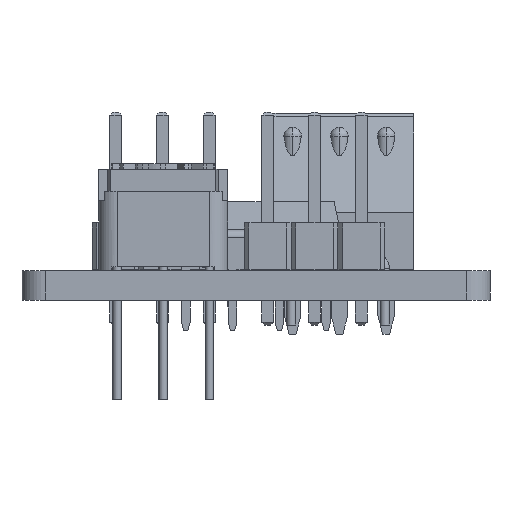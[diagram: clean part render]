
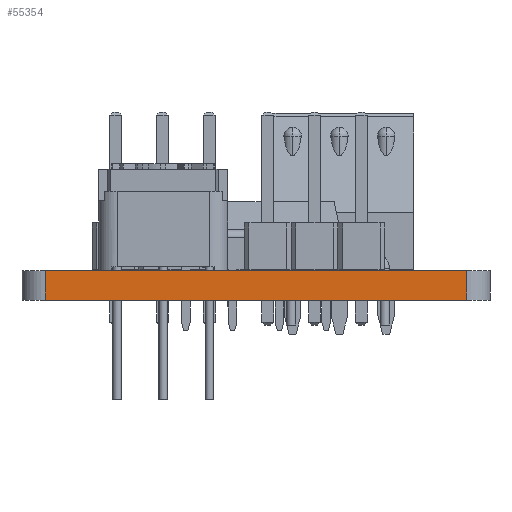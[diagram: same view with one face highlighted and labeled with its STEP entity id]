
A CAD part, left-side view. The second image highlights one B-rep face of the part: STEP entity #55354.
In plain terms, the highlighted planar face has unit normal (-1, 0, 0).
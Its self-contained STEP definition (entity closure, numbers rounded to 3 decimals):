
#55354 = ADVANCED_FACE('',(#55355),#55369,.F.);
#55355 = FACE_BOUND('',#55356,.F.);
#55356 = EDGE_LOOP('',(#55357,#55392,#55420,#55448));
#55357 = ORIENTED_EDGE('',*,*,#55358,.T.);
#55358 = EDGE_CURVE('',#55359,#55361,#55363,.T.);
#55359 = VERTEX_POINT('',#55360);
#55360 = CARTESIAN_POINT('',(73.66,-77.47,0.));
#55361 = VERTEX_POINT('',#55362);
#55362 = CARTESIAN_POINT('',(73.66,-77.47,1.6));
#55363 = SURFACE_CURVE('',#55364,(#55368,#55380),.PCURVE_S1.);
#55364 = LINE('',#55365,#55366);
#55365 = CARTESIAN_POINT('',(73.66,-77.47,0.));
#55366 = VECTOR('',#55367,1.);
#55367 = DIRECTION('',(0.,0.,1.));
#55368 = PCURVE('',#55369,#55374);
#55369 = PLANE('',#55370);
#55370 = AXIS2_PLACEMENT_3D('',#55371,#55372,#55373);
#55371 = CARTESIAN_POINT('',(73.66,-77.47,0.));
#55372 = DIRECTION('',(1.,0.,0.));
#55373 = DIRECTION('',(0.,-1.,0.));
#55374 = DEFINITIONAL_REPRESENTATION('',(#55375),#55379);
#55375 = LINE('',#55376,#55377);
#55376 = CARTESIAN_POINT('',(0.,0.));
#55377 = VECTOR('',#55378,1.);
#55378 = DIRECTION('',(0.,-1.));
#55379 = ( GEOMETRIC_REPRESENTATION_CONTEXT(2) 
PARAMETRIC_REPRESENTATION_CONTEXT() REPRESENTATION_CONTEXT('2D SPACE',''
  ) );
#55380 = PCURVE('',#55381,#55386);
#55381 = CYLINDRICAL_SURFACE('',#55382,1.27);
#55382 = AXIS2_PLACEMENT_3D('',#55383,#55384,#55385);
#55383 = CARTESIAN_POINT('',(74.93,-77.47,0.));
#55384 = DIRECTION('',(0.,0.,-1.));
#55385 = DIRECTION('',(1.,0.,0.));
#55386 = DEFINITIONAL_REPRESENTATION('',(#55387),#55391);
#55387 = LINE('',#55388,#55389);
#55388 = CARTESIAN_POINT('',(-3.142,0.));
#55389 = VECTOR('',#55390,1.);
#55390 = DIRECTION('',(0.,-1.));
#55391 = ( GEOMETRIC_REPRESENTATION_CONTEXT(2) 
PARAMETRIC_REPRESENTATION_CONTEXT() REPRESENTATION_CONTEXT('2D SPACE',''
  ) );
#55392 = ORIENTED_EDGE('',*,*,#55393,.T.);
#55393 = EDGE_CURVE('',#55361,#55394,#55396,.T.);
#55394 = VERTEX_POINT('',#55395);
#55395 = CARTESIAN_POINT('',(73.66,-100.33,1.6));
#55396 = SURFACE_CURVE('',#55397,(#55401,#55408),.PCURVE_S1.);
#55397 = LINE('',#55398,#55399);
#55398 = CARTESIAN_POINT('',(73.66,-77.47,1.6));
#55399 = VECTOR('',#55400,1.);
#55400 = DIRECTION('',(0.,-1.,0.));
#55401 = PCURVE('',#55369,#55402);
#55402 = DEFINITIONAL_REPRESENTATION('',(#55403),#55407);
#55403 = LINE('',#55404,#55405);
#55404 = CARTESIAN_POINT('',(0.,-1.6));
#55405 = VECTOR('',#55406,1.);
#55406 = DIRECTION('',(1.,0.));
#55407 = ( GEOMETRIC_REPRESENTATION_CONTEXT(2) 
PARAMETRIC_REPRESENTATION_CONTEXT() REPRESENTATION_CONTEXT('2D SPACE',''
  ) );
#55408 = PCURVE('',#55409,#55414);
#55409 = PLANE('',#55410);
#55410 = AXIS2_PLACEMENT_3D('',#55411,#55412,#55413);
#55411 = CARTESIAN_POINT('',(88.9,-88.9,1.6));
#55412 = DIRECTION('',(0.,0.,1.));
#55413 = DIRECTION('',(1.,0.,0.));
#55414 = DEFINITIONAL_REPRESENTATION('',(#55415),#55419);
#55415 = LINE('',#55416,#55417);
#55416 = CARTESIAN_POINT('',(-15.24,11.43));
#55417 = VECTOR('',#55418,1.);
#55418 = DIRECTION('',(0.,-1.));
#55419 = ( GEOMETRIC_REPRESENTATION_CONTEXT(2) 
PARAMETRIC_REPRESENTATION_CONTEXT() REPRESENTATION_CONTEXT('2D SPACE',''
  ) );
#55420 = ORIENTED_EDGE('',*,*,#55421,.F.);
#55421 = EDGE_CURVE('',#55422,#55394,#55424,.T.);
#55422 = VERTEX_POINT('',#55423);
#55423 = CARTESIAN_POINT('',(73.66,-100.33,0.));
#55424 = SURFACE_CURVE('',#55425,(#55429,#55436),.PCURVE_S1.);
#55425 = LINE('',#55426,#55427);
#55426 = CARTESIAN_POINT('',(73.66,-100.33,0.));
#55427 = VECTOR('',#55428,1.);
#55428 = DIRECTION('',(0.,0.,1.));
#55429 = PCURVE('',#55369,#55430);
#55430 = DEFINITIONAL_REPRESENTATION('',(#55431),#55435);
#55431 = LINE('',#55432,#55433);
#55432 = CARTESIAN_POINT('',(22.86,0.));
#55433 = VECTOR('',#55434,1.);
#55434 = DIRECTION('',(0.,-1.));
#55435 = ( GEOMETRIC_REPRESENTATION_CONTEXT(2) 
PARAMETRIC_REPRESENTATION_CONTEXT() REPRESENTATION_CONTEXT('2D SPACE',''
  ) );
#55436 = PCURVE('',#55437,#55442);
#55437 = CYLINDRICAL_SURFACE('',#55438,1.27);
#55438 = AXIS2_PLACEMENT_3D('',#55439,#55440,#55441);
#55439 = CARTESIAN_POINT('',(74.93,-100.33,0.));
#55440 = DIRECTION('',(0.,0.,-1.));
#55441 = DIRECTION('',(1.,0.,0.));
#55442 = DEFINITIONAL_REPRESENTATION('',(#55443),#55447);
#55443 = LINE('',#55444,#55445);
#55444 = CARTESIAN_POINT('',(-3.142,0.));
#55445 = VECTOR('',#55446,1.);
#55446 = DIRECTION('',(0.,-1.));
#55447 = ( GEOMETRIC_REPRESENTATION_CONTEXT(2) 
PARAMETRIC_REPRESENTATION_CONTEXT() REPRESENTATION_CONTEXT('2D SPACE',''
  ) );
#55448 = ORIENTED_EDGE('',*,*,#55449,.F.);
#55449 = EDGE_CURVE('',#55359,#55422,#55450,.T.);
#55450 = SURFACE_CURVE('',#55451,(#55455,#55462),.PCURVE_S1.);
#55451 = LINE('',#55452,#55453);
#55452 = CARTESIAN_POINT('',(73.66,-77.47,0.));
#55453 = VECTOR('',#55454,1.);
#55454 = DIRECTION('',(0.,-1.,0.));
#55455 = PCURVE('',#55369,#55456);
#55456 = DEFINITIONAL_REPRESENTATION('',(#55457),#55461);
#55457 = LINE('',#55458,#55459);
#55458 = CARTESIAN_POINT('',(0.,0.));
#55459 = VECTOR('',#55460,1.);
#55460 = DIRECTION('',(1.,0.));
#55461 = ( GEOMETRIC_REPRESENTATION_CONTEXT(2) 
PARAMETRIC_REPRESENTATION_CONTEXT() REPRESENTATION_CONTEXT('2D SPACE',''
  ) );
#55462 = PCURVE('',#55463,#55468);
#55463 = PLANE('',#55464);
#55464 = AXIS2_PLACEMENT_3D('',#55465,#55466,#55467);
#55465 = CARTESIAN_POINT('',(88.9,-88.9,0.));
#55466 = DIRECTION('',(0.,0.,1.));
#55467 = DIRECTION('',(1.,0.,0.));
#55468 = DEFINITIONAL_REPRESENTATION('',(#55469),#55473);
#55469 = LINE('',#55470,#55471);
#55470 = CARTESIAN_POINT('',(-15.24,11.43));
#55471 = VECTOR('',#55472,1.);
#55472 = DIRECTION('',(0.,-1.));
#55473 = ( GEOMETRIC_REPRESENTATION_CONTEXT(2) 
PARAMETRIC_REPRESENTATION_CONTEXT() REPRESENTATION_CONTEXT('2D SPACE',''
  ) );
